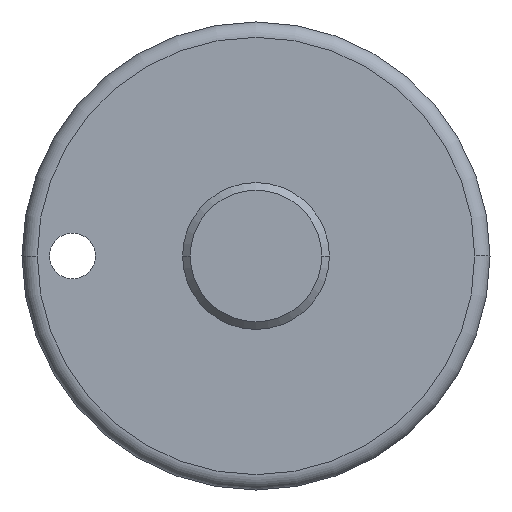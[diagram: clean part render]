
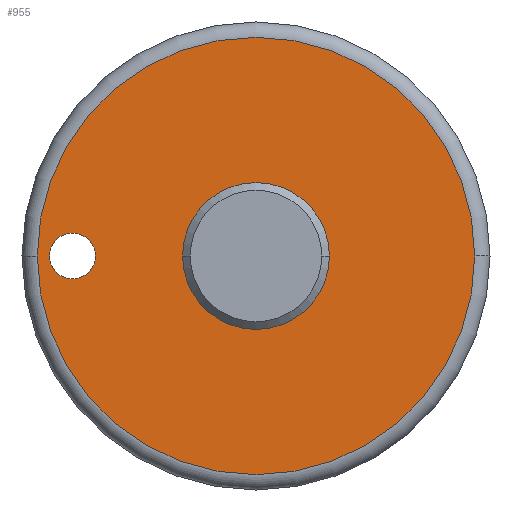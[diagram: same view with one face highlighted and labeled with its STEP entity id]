
A CAD part, left-side view. The second image highlights one B-rep face of the part: STEP entity #955.
In plain terms, the highlighted planar face has unit normal (-1, 0, 0).
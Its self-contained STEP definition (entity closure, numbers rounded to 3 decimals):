
#51 = AXIS2_PLACEMENT_3D ( 'NONE', #529, #556, #645 ) ;
#86 = AXIS2_PLACEMENT_3D ( 'NONE', #792, #99, #455 ) ;
#99 = DIRECTION ( 'NONE',  ( -1., 0., 0. ) ) ;
#148 = ORIENTED_EDGE ( 'NONE', *, *, #417, .F. ) ;
#155 = DIRECTION ( 'NONE',  ( 0., 1., 0. ) ) ;
#164 = EDGE_LOOP ( 'NONE', ( #540, #215 ) ) ;
#168 = DIRECTION ( 'NONE',  ( -1., 0., 0. ) ) ;
#175 = CARTESIAN_POINT ( 'NONE',  ( -76.681, 11.221, 0. ) ) ;
#195 = EDGE_LOOP ( 'NONE', ( #608, #478 ) ) ;
#202 = CARTESIAN_POINT ( 'NONE',  ( -76.681, 0.721, 0. ) ) ;
#209 = VERTEX_POINT ( 'NONE', #1047 ) ;
#215 = ORIENTED_EDGE ( 'NONE', *, *, #783, .T. ) ;
#288 = CIRCLE ( 'NONE', #635, 14.3 ) ;
#297 = DIRECTION ( 'NONE',  ( 0., 1., 0. ) ) ;
#353 = CARTESIAN_POINT ( 'NONE',  ( -76.681, 0.721, 0. ) ) ;
#360 = AXIS2_PLACEMENT_3D ( 'NONE', #353, #814, #835 ) ;
#395 = PLANE ( 'NONE',  #805 ) ;
#414 = CARTESIAN_POINT ( 'NONE',  ( -76.681, -13.579, 0. ) ) ;
#417 = EDGE_CURVE ( 'NONE', #880, #943, #951, .T. ) ;
#421 = EDGE_CURVE ( 'NONE', #508, #503, #994, .T. ) ;
#455 = DIRECTION ( 'NONE',  ( 0., -1., 0. ) ) ;
#478 = ORIENTED_EDGE ( 'NONE', *, *, #421, .T. ) ;
#503 = VERTEX_POINT ( 'NONE', #777 ) ;
#508 = VERTEX_POINT ( 'NONE', #175 ) ;
#529 = CARTESIAN_POINT ( 'NONE',  ( -76.681, 12.721, 0. ) ) ;
#540 = ORIENTED_EDGE ( 'NONE', *, *, #1024, .T. ) ;
#545 = EDGE_LOOP ( 'NONE', ( #876, #148 ) ) ;
#556 = DIRECTION ( 'NONE',  ( 1., 0., 0. ) ) ;
#592 = CARTESIAN_POINT ( 'NONE',  ( -76.681, 16.021, 0. ) ) ;
#593 = EDGE_CURVE ( 'NONE', #943, #880, #966, .T. ) ;
#608 = ORIENTED_EDGE ( 'NONE', *, *, #700, .T. ) ;
#628 = FACE_BOUND ( 'NONE', #545, .T. ) ;
#635 = AXIS2_PLACEMENT_3D ( 'NONE', #826, #168, #155 ) ;
#636 = DIRECTION ( 'NONE',  ( -1., 0., 0. ) ) ;
#641 = CIRCLE ( 'NONE', #695, 14.3 ) ;
#645 = DIRECTION ( 'NONE',  ( 0., 1., 0. ) ) ;
#655 = FACE_OUTER_BOUND ( 'NONE', #164, .T. ) ;
#672 = AXIS2_PLACEMENT_3D ( 'NONE', #808, #759, #998 ) ;
#690 = DIRECTION ( 'NONE',  ( 1., 0., 0. ) ) ;
#695 = AXIS2_PLACEMENT_3D ( 'NONE', #202, #636, #297 ) ;
#700 = EDGE_CURVE ( 'NONE', #503, #508, #975, .T. ) ;
#759 = DIRECTION ( 'NONE',  ( 1., 0., 0. ) ) ;
#777 = CARTESIAN_POINT ( 'NONE',  ( -76.681, 14.221, 0. ) ) ;
#783 = EDGE_CURVE ( 'NONE', #908, #209, #288, .T. ) ;
#792 = CARTESIAN_POINT ( 'NONE',  ( -76.681, 0.721, 0. ) ) ;
#805 = AXIS2_PLACEMENT_3D ( 'NONE', #592, #690, #979 ) ;
#808 = CARTESIAN_POINT ( 'NONE',  ( -76.681, 12.721, 0. ) ) ;
#814 = DIRECTION ( 'NONE',  ( -1., 0., 0. ) ) ;
#826 = CARTESIAN_POINT ( 'NONE',  ( -76.681, 0.721, 0. ) ) ;
#834 = CARTESIAN_POINT ( 'NONE',  ( -76.681, -4.079, 0. ) ) ;
#835 = DIRECTION ( 'NONE',  ( 0., -1., 0. ) ) ;
#876 = ORIENTED_EDGE ( 'NONE', *, *, #593, .F. ) ;
#880 = VERTEX_POINT ( 'NONE', #1043 ) ;
#908 = VERTEX_POINT ( 'NONE', #414 ) ;
#943 = VERTEX_POINT ( 'NONE', #834 ) ;
#951 = CIRCLE ( 'NONE', #86, 4.8 ) ;
#955 = ADVANCED_FACE ( 'NONE', ( #1003, #655, #628 ), #395, .F. ) ;
#966 = CIRCLE ( 'NONE', #360, 4.8 ) ;
#975 = CIRCLE ( 'NONE', #51, 1.5 ) ;
#979 = DIRECTION ( 'NONE',  ( 0., 1., 0. ) ) ;
#994 = CIRCLE ( 'NONE', #672, 1.5 ) ;
#998 = DIRECTION ( 'NONE',  ( 0., 1., 0. ) ) ;
#1003 = FACE_BOUND ( 'NONE', #195, .T. ) ;
#1024 = EDGE_CURVE ( 'NONE', #209, #908, #641, .T. ) ;
#1043 = CARTESIAN_POINT ( 'NONE',  ( -76.681, 5.521, 0. ) ) ;
#1047 = CARTESIAN_POINT ( 'NONE',  ( -76.681, 15.021, 0. ) ) ;
